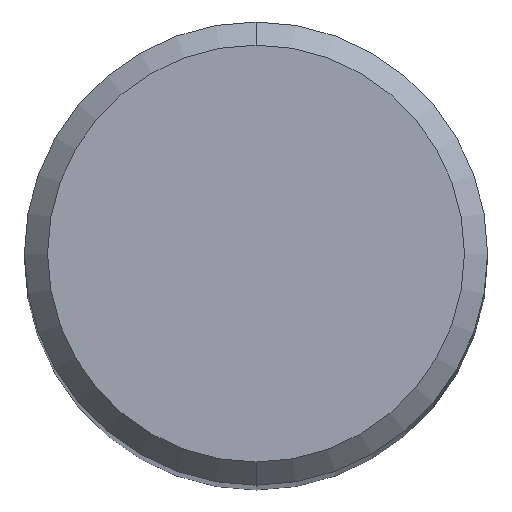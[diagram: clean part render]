
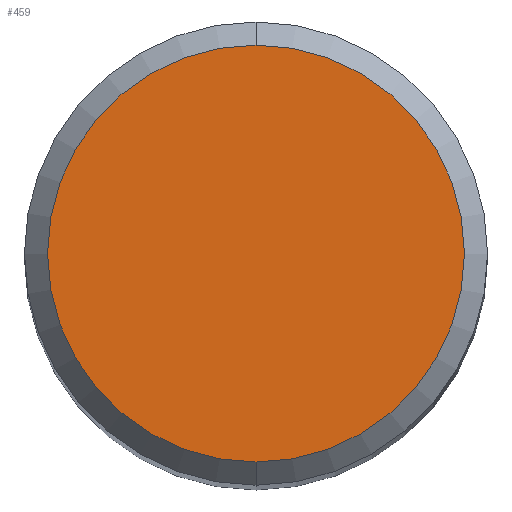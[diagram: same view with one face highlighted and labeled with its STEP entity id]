
A CAD part, top view. The second image highlights one B-rep face of the part: STEP entity #459.
In plain terms, the highlighted planar face has unit normal (0, 0, 1).
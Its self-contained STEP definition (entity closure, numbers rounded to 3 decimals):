
#205=VERTEX_POINT('',#513);
#253=EDGE_CURVE('',#437,#205,#566,.T.);
#437=VERTEX_POINT('',#769);
#447=EDGE_CURVE('',#205,#437,#781,.T.);
#459=ADVANCED_FACE('',(#794),#795,.T.);
#513=CARTESIAN_POINT('',(0.0,3.6,0.));
#566=CIRCLE('',#938,3.6);
#769=CARTESIAN_POINT('',(0.,-3.6,0.));
#781=CIRCLE('',#1403,3.6);
#794=FACE_OUTER_BOUND('',#1449,.T.);
#795=PLANE('',#1450);
#938=AXIS2_PLACEMENT_3D('',#1541,#1542,#1543);
#1403=AXIS2_PLACEMENT_3D('',#1788,#1789,#1790);
#1449=EDGE_LOOP('',(#1804,#1805));
#1450=AXIS2_PLACEMENT_3D('',#1806,#1807,#1808);
#1541=CARTESIAN_POINT('',(0.0,0.0,0.));
#1542=DIRECTION('',(0.0,0.0,-1.0));
#1543=DIRECTION('',(0.0,1.0,0.0));
#1788=CARTESIAN_POINT('',(0.0,0.0,0.));
#1789=DIRECTION('',(0.0,0.0,-1.0));
#1790=DIRECTION('',(0.0,1.0,0.0));
#1804=ORIENTED_EDGE('',*,*,#447,.F.);
#1805=ORIENTED_EDGE('',*,*,#253,.F.);
#1806=CARTESIAN_POINT('',(0.0,1.8,0.));
#1807=DIRECTION('',(-0.0,0.0,1.0));
#1808=DIRECTION('',(0.0,-1.0,0.0));
